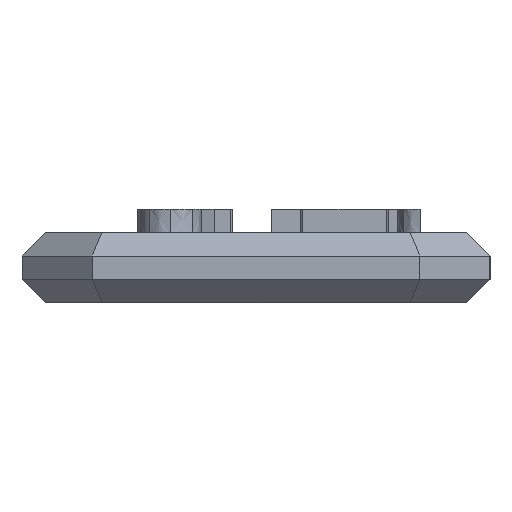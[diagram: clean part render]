
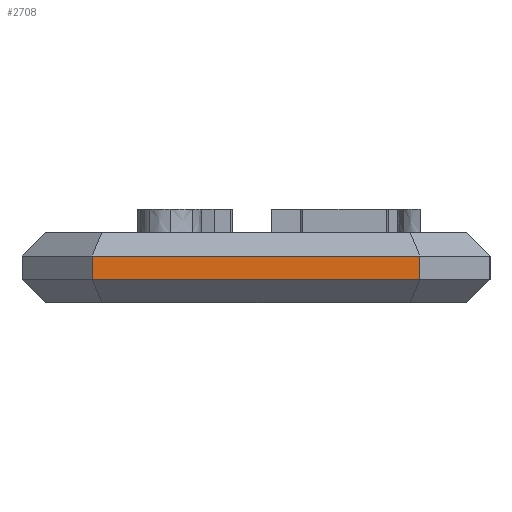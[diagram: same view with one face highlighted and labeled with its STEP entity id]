
A CAD part, left-side view. The second image highlights one B-rep face of the part: STEP entity #2708.
In plain terms, the highlighted planar face has unit normal (-1, 0, 0).
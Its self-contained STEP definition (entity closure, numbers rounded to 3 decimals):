
#2708=ADVANCED_FACE('',(#5594),#5596,.T.);
#5594=FACE_BOUND('',#5595,.T.);
#5595=EDGE_LOOP('',(#8181,#8182,#8183,#8184));
#5596=PLANE('',#5597);
#5597=AXIS2_PLACEMENT_3D('',#5598,#5599,#5600);
#5598=CARTESIAN_POINT('',(-30.,10.,0.));
#5599=DIRECTION('',(-1.,0.,0.));
#5600=DIRECTION('',(0.,-1.,0.));
#8181=ORIENTED_EDGE('',*,*,#9292,.T.);
#8182=ORIENTED_EDGE('',*,*,#9870,.T.);
#8183=ORIENTED_EDGE('',*,*,#9317,.F.);
#8184=ORIENTED_EDGE('',*,*,#9871,.F.);
#9292=EDGE_CURVE('',#10685,#10686,#10687,.T.);
#9317=EDGE_CURVE('',#10720,#10723,#10724,.T.);
#9870=EDGE_CURVE('',#10686,#10723,#11552,.T.);
#9871=EDGE_CURVE('',#10685,#10720,#11553,.T.);
#10685=VERTEX_POINT('',#13103);
#10686=VERTEX_POINT('',#13104);
#10687=LINE('',#13105,#13106);
#10720=VERTEX_POINT('',#13184);
#10723=VERTEX_POINT('',#13191);
#10724=LINE('',#13192,#13193);
#11552=LINE('',#15126,#15127);
#11553=LINE('',#15129,#15130);
#13103=CARTESIAN_POINT('',(-30.,7.,1.));
#13104=CARTESIAN_POINT('',(-30.,-7.,1.));
#13105=CARTESIAN_POINT('',(-30.,7.,1.));
#13106=VECTOR('',#13107,1.);
#13107=DIRECTION('',(0.,-1.,0.));
#13184=CARTESIAN_POINT('',(-30.,7.,2.));
#13191=CARTESIAN_POINT('',(-30.,-7.,2.));
#13192=CARTESIAN_POINT('',(-30.,7.,2.));
#13193=VECTOR('',#13194,1.);
#13194=DIRECTION('',(0.,-1.,0.));
#15126=CARTESIAN_POINT('',(-30.,-7.,1.));
#15127=VECTOR('',#15128,1.);
#15128=DIRECTION('',(0.,0.,1.));
#15129=CARTESIAN_POINT('',(-30.,7.,1.));
#15130=VECTOR('',#15131,1.);
#15131=DIRECTION('',(0.,0.,1.));
